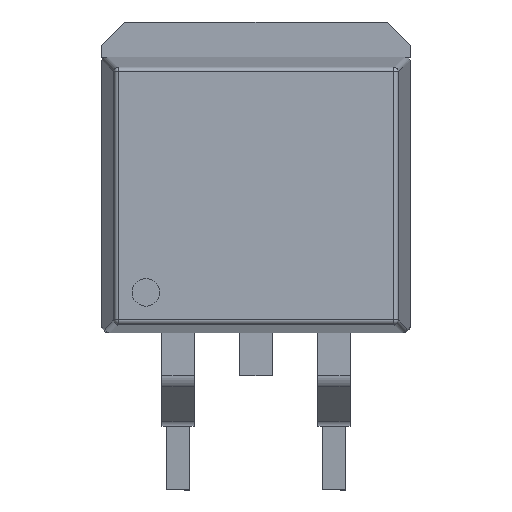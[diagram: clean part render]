
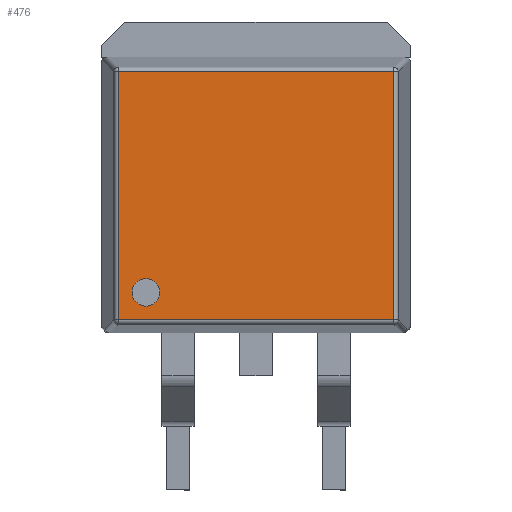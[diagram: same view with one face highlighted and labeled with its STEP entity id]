
A CAD part, top view. The second image highlights one B-rep face of the part: STEP entity #476.
In plain terms, the highlighted planar face has unit normal (0, 0, 1).
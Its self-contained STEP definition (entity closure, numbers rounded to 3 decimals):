
#16 = VECTOR ( 'NONE', #1990, 1000. ) ;
#76 = DIRECTION ( 'NONE',  ( 0., 0., 1. ) ) ;
#114 = ORIENTED_EDGE ( 'NONE', *, *, #2406, .T. ) ;
#126 = DIRECTION ( 'NONE',  ( 0., 0., 1. ) ) ;
#231 = LINE ( 'NONE', #523, #924 ) ;
#288 = VECTOR ( 'NONE', #3389, 1000. ) ;
#341 = EDGE_CURVE ( 'NONE', #1183, #3589, #2208, .T. ) ;
#403 = DIRECTION ( 'NONE',  ( -1., 0., 0. ) ) ;
#406 = PLANE ( 'NONE',  #2884 ) ;
#422 = LINE ( 'NONE', #1502, #1049 ) ;
#476 = ADVANCED_FACE ( 'NONE', ( #2717, #2435 ), #406, .T. ) ;
#523 = CARTESIAN_POINT ( 'NONE',  ( -4.485, -4.207, 2.285 ) ) ;
#573 = LINE ( 'NONE', #2908, #16 ) ;
#667 = DIRECTION ( 'NONE',  ( 1., 0., 0. ) ) ;
#924 = VECTOR ( 'NONE', #1738, 1000. ) ;
#1049 = VECTOR ( 'NONE', #403, 1000. ) ;
#1183 = VERTEX_POINT ( 'NONE', #2793 ) ;
#1234 = ORIENTED_EDGE ( 'NONE', *, *, #1696, .T. ) ;
#1252 = CARTESIAN_POINT ( 'NONE',  ( 4.485, 4.01, 2.285 ) ) ;
#1283 = CIRCLE ( 'NONE', #1730, 0.449 ) ;
#1316 = CARTESIAN_POINT ( 'NONE',  ( -4.036, -3.174, 2.285 ) ) ;
#1465 = ORIENTED_EDGE ( 'NONE', *, *, #3106, .F. ) ;
#1497 = VERTEX_POINT ( 'NONE', #1316 ) ;
#1498 = CARTESIAN_POINT ( 'NONE',  ( -3.587, -3.174, 2.285 ) ) ;
#1502 = CARTESIAN_POINT ( 'NONE',  ( -4.62, 4.01, 2.285 ) ) ;
#1507 = EDGE_CURVE ( 'NONE', #1497, #2307, #1283, .T. ) ;
#1528 = CARTESIAN_POINT ( 'NONE',  ( 0., 0., 2.285 ) ) ;
#1625 = CARTESIAN_POINT ( 'NONE',  ( -4.485, 4.01, 2.285 ) ) ;
#1696 = EDGE_CURVE ( 'NONE', #3589, #2082, #422, .T. ) ;
#1730 = AXIS2_PLACEMENT_3D ( 'NONE', #3351, #126, #2188 ) ;
#1738 = DIRECTION ( 'NONE',  ( 0., -1., 0. ) ) ;
#1743 = ORIENTED_EDGE ( 'NONE', *, *, #2565, .T. ) ;
#1943 = EDGE_LOOP ( 'NONE', ( #114, #1743, #2525, #1234 ) ) ;
#1973 = CARTESIAN_POINT ( 'NONE',  ( 4.485, 4.145, 2.285 ) ) ;
#1990 = DIRECTION ( 'NONE',  ( 1., 0., 0. ) ) ;
#2082 = VERTEX_POINT ( 'NONE', #1625 ) ;
#2118 = VERTEX_POINT ( 'NONE', #2630 ) ;
#2124 = AXIS2_PLACEMENT_3D ( 'NONE', #1498, #76, #3701 ) ;
#2161 = ORIENTED_EDGE ( 'NONE', *, *, #1507, .F. ) ;
#2188 = DIRECTION ( 'NONE',  ( 1., 0., 0. ) ) ;
#2208 = LINE ( 'NONE', #1973, #288 ) ;
#2307 = VERTEX_POINT ( 'NONE', #3035 ) ;
#2406 = EDGE_CURVE ( 'NONE', #2082, #2118, #231, .T. ) ;
#2435 = FACE_OUTER_BOUND ( 'NONE', #1943, .T. ) ;
#2487 = CIRCLE ( 'NONE', #2124, 0.449 ) ;
#2525 = ORIENTED_EDGE ( 'NONE', *, *, #341, .T. ) ;
#2565 = EDGE_CURVE ( 'NONE', #2118, #1183, #573, .T. ) ;
#2630 = CARTESIAN_POINT ( 'NONE',  ( -4.485, -4.072, 2.285 ) ) ;
#2717 = FACE_BOUND ( 'NONE', #3515, .T. ) ;
#2793 = CARTESIAN_POINT ( 'NONE',  ( 4.485, -4.072, 2.285 ) ) ;
#2884 = AXIS2_PLACEMENT_3D ( 'NONE', #1528, #3558, #667 ) ;
#2908 = CARTESIAN_POINT ( 'NONE',  ( 4.62, -4.072, 2.285 ) ) ;
#3035 = CARTESIAN_POINT ( 'NONE',  ( -3.138, -3.174, 2.285 ) ) ;
#3106 = EDGE_CURVE ( 'NONE', #2307, #1497, #2487, .T. ) ;
#3351 = CARTESIAN_POINT ( 'NONE',  ( -3.587, -3.174, 2.285 ) ) ;
#3389 = DIRECTION ( 'NONE',  ( 0., 1., 0. ) ) ;
#3515 = EDGE_LOOP ( 'NONE', ( #1465, #2161 ) ) ;
#3558 = DIRECTION ( 'NONE',  ( 0., 0., 1. ) ) ;
#3589 = VERTEX_POINT ( 'NONE', #1252 ) ;
#3701 = DIRECTION ( 'NONE',  ( 1., 0., 0. ) ) ;
